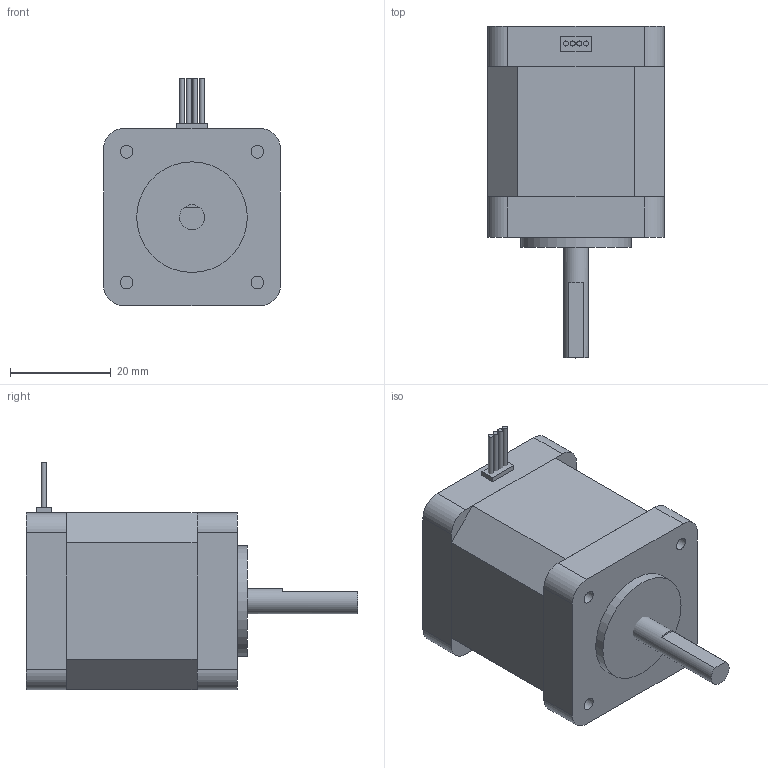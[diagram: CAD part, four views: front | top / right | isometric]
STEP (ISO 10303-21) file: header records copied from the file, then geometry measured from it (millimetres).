
FILE_DESCRIPTION(/* description */ (''),/* implementation_level */ '2;1');
FILE_NAME(/* name */ 'model.step',/* time_stamp */ '2023-07-28T05:04:41-06:00',/* author */ (''),/* organization */ (''),/* preprocessor_version */ 'ST-DEVELOPER v20',/* originating_system */ 'Autodesk Translation Framework v12.9.0.99',/* authorisation */ '');
FILE_SCHEMA (('AUTOMOTIVE_DESIGN { 1 0 10303 214 3 1 1 }'));
Length unit declared in the file: millimetre
Products named in the file (2): (Unsaved); Nema14-42mm v2
Assembly tree (1 placements, depth 2):
  (Unsaved)
    Nema14-42mm v2
Bounding box: 35.2 x 66 x 45.2 mm (x, y, z)
Volume: 51133.1 mm3; surface area: 13537.8 mm2
Topology: 9 solids, 9 shells, 63 faces, 120 edges, 80 vertices
Faces by surface type: plane 45, cylinder 18
Full cylindrical faces by diameter (mm): 1 x4, 2.529 x4, 5 x1, 22 x1
Entity records: 1690 total; most frequent: DIRECTION 290, CARTESIAN_POINT 266, ORIENTED_EDGE 240, EDGE_CURVE 120, AXIS2_PLACEMENT_3D 104, LINE 82, VECTOR 82, VERTEX_POINT 80
